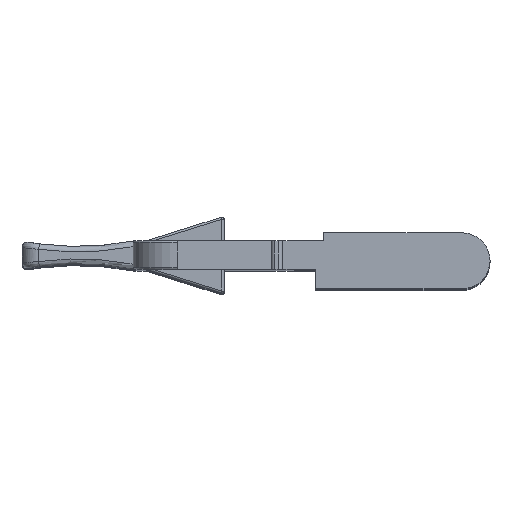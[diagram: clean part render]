
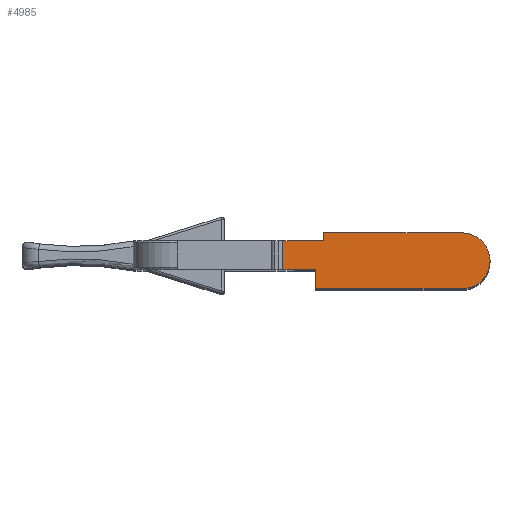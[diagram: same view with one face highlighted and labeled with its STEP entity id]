
A CAD part, top view. The second image highlights one B-rep face of the part: STEP entity #4985.
In plain terms, the highlighted planar face has unit normal (0, 0, 1).
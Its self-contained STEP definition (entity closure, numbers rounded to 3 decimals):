
#53 = AXIS2_PLACEMENT_3D ( 'NONE', #9780, #1902, #11100 ) ;
#183 = CARTESIAN_POINT ( 'NONE',  ( 0., 0., 124.461 ) ) ;
#504 = VERTEX_POINT ( 'NONE', #9002 ) ;
#813 = LINE ( 'NONE', #14644, #14361 ) ;
#840 = EDGE_CURVE ( 'NONE', #12559, #4815, #8503, .T. ) ;
#1289 = EDGE_LOOP ( 'NONE', ( #2419, #7090, #11813, #9782, #6575, #7467, #2042, #13035, #9854 ) ) ;
#1362 = VERTEX_POINT ( 'NONE', #10928 ) ;
#1515 = DIRECTION ( 'NONE',  ( 0., 0., 1. ) ) ;
#1529 = VECTOR ( 'NONE', #1864, 1000. ) ;
#1751 = CARTESIAN_POINT ( 'NONE',  ( 22.707, 0., 124.461 ) ) ;
#1846 = VERTEX_POINT ( 'NONE', #4368 ) ;
#1864 = DIRECTION ( 'NONE',  ( 0., 1., 0. ) ) ;
#1902 = DIRECTION ( 'NONE',  ( 0., 0., 1. ) ) ;
#2042 = ORIENTED_EDGE ( 'NONE', *, *, #840, .F. ) ;
#2141 = CARTESIAN_POINT ( 'NONE',  ( 22.707, 51.191, 124.461 ) ) ;
#2419 = ORIENTED_EDGE ( 'NONE', *, *, #10141, .T. ) ;
#2456 = VERTEX_POINT ( 'NONE', #6830 ) ;
#3202 = FACE_OUTER_BOUND ( 'NONE', #1289, .T. ) ;
#3298 = VERTEX_POINT ( 'NONE', #10568 ) ;
#3466 = EDGE_CURVE ( 'NONE', #2456, #1362, #13367, .T. ) ;
#3681 = EDGE_CURVE ( 'NONE', #4268, #2456, #7571, .T. ) ;
#4268 = VERTEX_POINT ( 'NONE', #14022 ) ;
#4368 = CARTESIAN_POINT ( 'NONE',  ( 25.668, 51.191, 124.461 ) ) ;
#4815 = VERTEX_POINT ( 'NONE', #14237 ) ;
#4838 = VECTOR ( 'NONE', #13072, 1000. ) ;
#4878 = EDGE_CURVE ( 'NONE', #12559, #1846, #8749, .T. ) ;
#4985 = ADVANCED_FACE ( 'NONE', ( #3202 ), #9382, .T. ) ;
#5934 = DIRECTION ( 'NONE',  ( -1., 0., 0. ) ) ;
#6227 = LINE ( 'NONE', #11756, #12828 ) ;
#6390 = DIRECTION ( 'NONE',  ( 0., 0., 1. ) ) ;
#6575 = ORIENTED_EDGE ( 'NONE', *, *, #9257, .T. ) ;
#6830 = CARTESIAN_POINT ( 'NONE',  ( 38.845, 54.489, 124.461 ) ) ;
#7090 = ORIENTED_EDGE ( 'NONE', *, *, #13272, .T. ) ;
#7243 = CARTESIAN_POINT ( 'NONE',  ( 26.397, 53.791, 124.461 ) ) ;
#7258 = LINE ( 'NONE', #12169, #14238 ) ;
#7467 = ORIENTED_EDGE ( 'NONE', *, *, #9092, .T. ) ;
#7571 = CIRCLE ( 'NONE', #53, 2.515 ) ;
#7865 = VECTOR ( 'NONE', #14710, 1000. ) ;
#8503 = LINE ( 'NONE', #1751, #1529 ) ;
#8749 = LINE ( 'NONE', #10408, #4838 ) ;
#9002 = CARTESIAN_POINT ( 'NONE',  ( 38.845, 49.46, 124.461 ) ) ;
#9092 = EDGE_CURVE ( 'NONE', #9448, #4815, #6227, .T. ) ;
#9257 = EDGE_CURVE ( 'NONE', #1362, #9448, #11783, .T. ) ;
#9382 = PLANE ( 'NONE',  #14743 ) ;
#9448 = VERTEX_POINT ( 'NONE', #7243 ) ;
#9780 = CARTESIAN_POINT ( 'NONE',  ( 38.845, 51.975, 124.461 ) ) ;
#9782 = ORIENTED_EDGE ( 'NONE', *, *, #3466, .T. ) ;
#9854 = ORIENTED_EDGE ( 'NONE', *, *, #14114, .T. ) ;
#10141 = EDGE_CURVE ( 'NONE', #3298, #504, #813, .T. ) ;
#10408 = CARTESIAN_POINT ( 'NONE',  ( 25.668, 51.191, 124.461 ) ) ;
#10568 = CARTESIAN_POINT ( 'NONE',  ( 25.668, 49.46, 124.461 ) ) ;
#10700 = DIRECTION ( 'NONE',  ( 1., 0., 0. ) ) ;
#10928 = CARTESIAN_POINT ( 'NONE',  ( 26.397, 54.489, 124.461 ) ) ;
#11100 = DIRECTION ( 'NONE',  ( 1., 0., 0. ) ) ;
#11756 = CARTESIAN_POINT ( 'NONE',  ( 13.207, 53.791, 124.461 ) ) ;
#11783 = LINE ( 'NONE', #12106, #7865 ) ;
#11813 = ORIENTED_EDGE ( 'NONE', *, *, #3681, .T. ) ;
#12106 = CARTESIAN_POINT ( 'NONE',  ( 26.397, 53.791, 124.461 ) ) ;
#12169 = CARTESIAN_POINT ( 'NONE',  ( 25.668, 51.191, 124.461 ) ) ;
#12464 = CIRCLE ( 'NONE', #14518, 2.515 ) ;
#12559 = VERTEX_POINT ( 'NONE', #2141 ) ;
#12828 = VECTOR ( 'NONE', #13089, 1000. ) ;
#12966 = VECTOR ( 'NONE', #5934, 1000. ) ;
#13035 = ORIENTED_EDGE ( 'NONE', *, *, #4878, .T. ) ;
#13072 = DIRECTION ( 'NONE',  ( 1., 0., 0. ) ) ;
#13089 = DIRECTION ( 'NONE',  ( -1., 0., 0. ) ) ;
#13272 = EDGE_CURVE ( 'NONE', #504, #4268, #12464, .T. ) ;
#13367 = LINE ( 'NONE', #13856, #12966 ) ;
#13419 = DIRECTION ( 'NONE',  ( 0., -1., 0. ) ) ;
#13856 = CARTESIAN_POINT ( 'NONE',  ( 26.397, 54.489, 124.461 ) ) ;
#14022 = CARTESIAN_POINT ( 'NONE',  ( 41.36, 51.975, 124.461 ) ) ;
#14114 = EDGE_CURVE ( 'NONE', #1846, #3298, #7258, .T. ) ;
#14236 = CARTESIAN_POINT ( 'NONE',  ( 38.845, 51.975, 124.461 ) ) ;
#14237 = CARTESIAN_POINT ( 'NONE',  ( 22.707, 53.791, 124.461 ) ) ;
#14238 = VECTOR ( 'NONE', #13419, 1000. ) ;
#14361 = VECTOR ( 'NONE', #15968, 1000. ) ;
#14518 = AXIS2_PLACEMENT_3D ( 'NONE', #14236, #6390, #15560 ) ;
#14644 = CARTESIAN_POINT ( 'NONE',  ( 25.668, 49.46, 124.461 ) ) ;
#14710 = DIRECTION ( 'NONE',  ( 0., -1., 0. ) ) ;
#14743 = AXIS2_PLACEMENT_3D ( 'NONE', #183, #1515, #10700 ) ;
#15560 = DIRECTION ( 'NONE',  ( 1., 0., 0. ) ) ;
#15968 = DIRECTION ( 'NONE',  ( 1., 0., 0. ) ) ;
